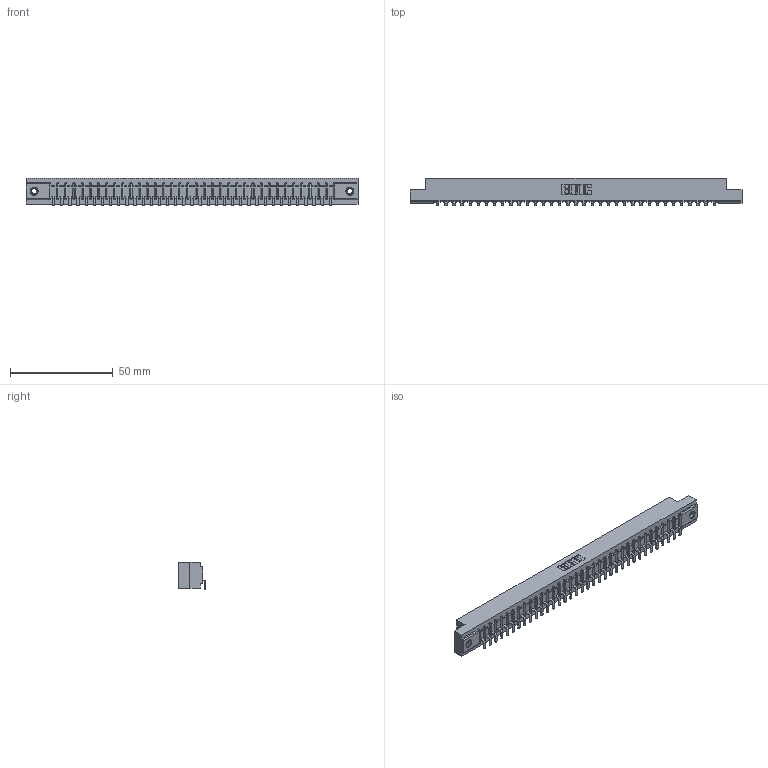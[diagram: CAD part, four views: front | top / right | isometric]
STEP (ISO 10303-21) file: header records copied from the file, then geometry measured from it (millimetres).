
FILE_DESCRIPTION (( 'STEP AP203' ), '1' );
FILE_NAME ('357-035-553-107.STEP', '2019-09-17T06:05:40', ( '' ), ( '' ), 'SwSTEP 2.0', 'SolidWorks 2016', '' );
FILE_SCHEMA (( 'CONFIG_CONTROL_DESIGN' ));
Length unit declared in the file: inch
Products named in the file (4): 345-250-001_345-250-005-103; 307-290-002_553; 307 Part_.156 Dia Mounting Holes; 357-035-553-107
Assembly tree (38 placements, depth 2):
  357-035-553-107
    307 Part_.156 Dia Mounting Holes
    307-290-002_553  x35
    345-250-001_345-250-005-103  x2
Bounding box: 161.7 x 13.32 x 13.5 mm (x, y, z)
Volume: 17237.7 mm3; surface area: 21547.4 mm2
Topology: 38 solids, 38 shells, 2944 faces, 8999 edges, 5894 vertices
Faces by surface type: plane 1747, cylinder 1109, sphere 72, cone 12, torus 4
Entity records: 32907 total; most frequent: CARTESIAN_POINT 5531, ORIENTED_EDGE 5514, DIRECTION 5387, EDGE_CURVE 2757, VECTOR 2107, LINE 2107, VERTEX_POINT 1784, AXIS2_PLACEMENT_3D 1640
